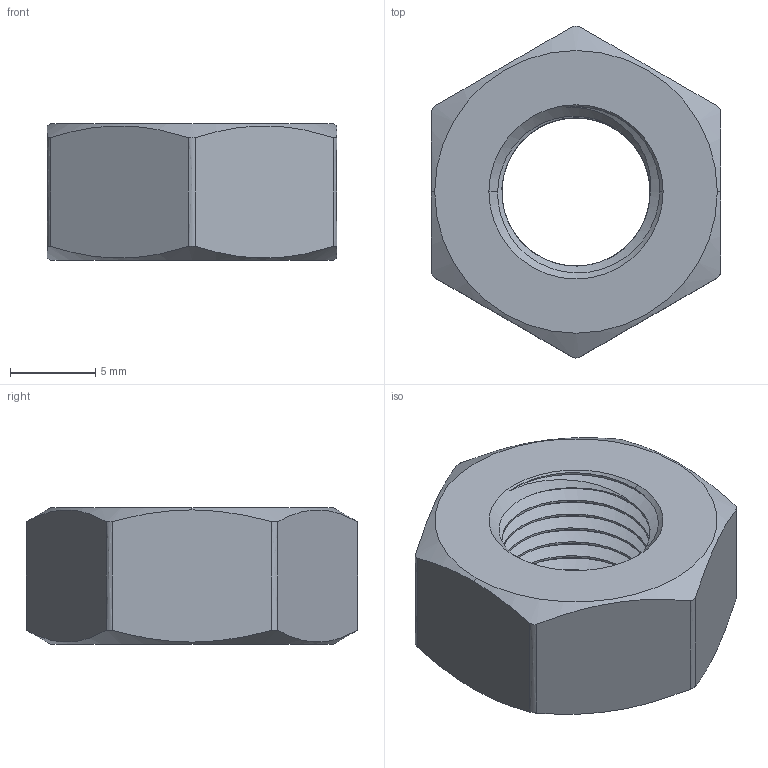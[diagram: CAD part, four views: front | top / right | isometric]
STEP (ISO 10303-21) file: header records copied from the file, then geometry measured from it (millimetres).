
FILE_DESCRIPTION (( 'STEP AP203' ), '1' );
FILE_NAME ('91415A215_Fine-Thread Zinc-Plated Steel Hex Nut.STEP', '2022-12-21T20:47:51', ( 'Administrator' ), ( 'Managed by Terraform' ), 'SwSTEP 2.0', 'SolidWorks 2017', '' );
FILE_SCHEMA (( 'CONFIG_CONTROL_DESIGN' ));
Length unit declared in the file: millimetre
Products named in the file (1): 91415A215_Fine-Thread Zinc-Plated Steel Hex Nut
Bounding box: 17 x 19.46 x 8 mm (x, y, z)
Volume: 1426.6 mm3; surface area: 1175.6 mm2
Topology: 1 solids, 1 shells, 44 faces, 126 edges, 84 vertices
Faces by surface type: cylinder 17, cone 10, bspline 9, plane 8
Entity records: 3227 total; most frequent: CARTESIAN_POINT 2233, ORIENTED_EDGE 252, EDGE_CURVE 126, DIRECTION 118, VERTEX_POINT 84, B_SPLINE_CURVE_WITH_KNOTS 54, EDGE_LOOP 46, AXIS2_PLACEMENT_3D 46
